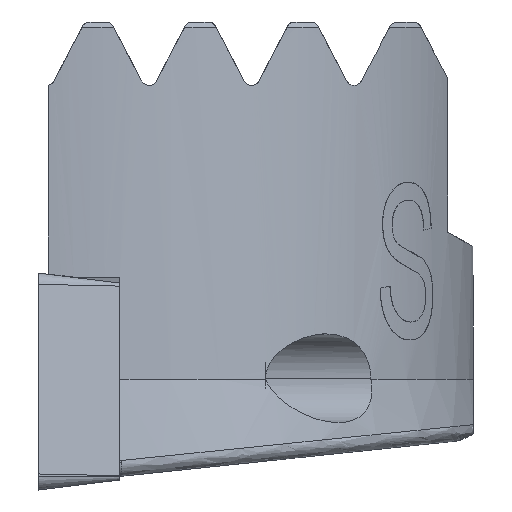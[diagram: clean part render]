
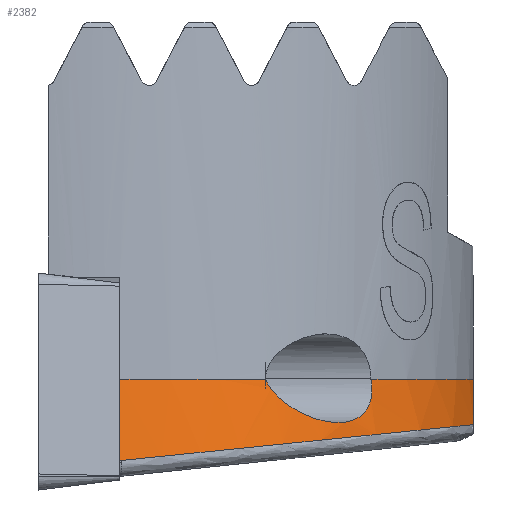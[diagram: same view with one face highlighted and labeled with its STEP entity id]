
A CAD part, left-side view. The second image highlights one B-rep face of the part: STEP entity #2382.
In plain terms, the highlighted conical face has half-angle 10 degrees and reference radius 25 mm.
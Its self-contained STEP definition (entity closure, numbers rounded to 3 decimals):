
#1466=EDGE_CURVE('NONE',#2878,#2842,#3768,.T.);
#1726=VERTEX_POINT('NONE',#4046);
#1746=VERTEX_POINT('NONE',#4068);
#1844=EDGE_CURVE('NONE',#2194,#3134,#4172,.T.);
#1846=VERTEX_POINT('NONE',#4174);
#1940=EDGE_CURVE('NONE',#1746,#2842,#4277,.T.);
#2194=VERTEX_POINT('NONE',#4556);
#2382=ADVANCED_FACE('NONE',(#4765),#4766,.T.);
#2594=EDGE_CURVE('NONE',#1746,#2194,#5001,.T.);
#2758=EDGE_CURVE('Kante182',#1726,#1846,#5185,.F.);
#2842=VERTEX_POINT('NONE',#5277);
#2878=VERTEX_POINT('NONE',#5315);
#2950=EDGE_CURVE('NONE',#1726,#3134,#5394,.F.);
#3134=VERTEX_POINT('NONE',#5597);
#3376=EDGE_CURVE('NONE',#2878,#1846,#5858,.F.);
#3768=CIRCLE('',#6846,25.0);
#4046=CARTESIAN_POINT('',(1.038,-4.852,1.73));
#4068=CARTESIAN_POINT('',(5.045,-13.293,6.482));
#4172=(B_SPLINE_CURVE(2,(#8095,#8096,#8097),.UNSPECIFIED.,.F.,.F.)B_SPLINE_CURVE_WITH_KNOTS((3,3),(1.311,6.138),.UNSPECIFIED.)RATIONAL_B_SPLINE_CURVE((1.,1.,1.))BOUNDED_CURVE()REPRESENTATION_ITEM('')GEOMETRIC_REPRESENTATION_ITEM()CURVE());
#4174=CARTESIAN_POINT('',(21.641,-25.46,3.829));
#4277=B_SPLINE_CURVE_WITH_KNOTS('',3,(#8286,#8287,#8288,#8289,#8290,#8291,#8292,#8293,#8294,#8295,#8296,#8297,#8298,#8299,#8300,#8301,#8302,#8303,#8304,#8305,#8306,#8307,#8308,#8309,#8310,#8311,#8312,#8313,#8314,#8315,#8316,#8317,#8318,#8319,#8320,#8321,#8322,#8323,#8324,#8325,#8326,#8327,#8328),.UNSPECIFIED.,.F.,.F.,(4,2,2,2,2,2,2,2,2,2,2,2,2,2,2,2,3,2,2,2,4),(-11.394,-10.911,-10.427,-9.792,-9.158,-7.889,-6.333,-5.556,-4.778,-4.108,-3.439,-2.77,-2.1,-1.575,-1.05,-0.525,0.0,0.487,0.974,1.462,1.949),.UNSPECIFIED.);
#4556=CARTESIAN_POINT('',(1.873,-4.76,6.482));
#4765=FACE_OUTER_BOUND('',#9499,.T.);
#4766=CONICAL_SURFACE('',#9500,25.0,0.175);
#5001=CIRCLE('',#9950,25.0);
#5185=B_SPLINE_CURVE_WITH_KNOTS('',3,(#10426,#10427,#10428,#10429,#10430,#10431,#10432,#10433,#10434,#10435,#10436,#10437,#10438,#10439,#10440,#10441),.UNSPECIFIED.,.F.,.F.,(4,3,3,3,3,4),(0.0,0.2,0.4,0.681,0.843,1.0),.UNSPECIFIED.);
#5277=CARTESIAN_POINT('',(10.244,-19.453,6.482));
#5315=CARTESIAN_POINT('',(26.5,-25.46,6.482));
#5394=CIRCLE('',#11850,25.838);
#5597=CARTESIAN_POINT('',(1.022,-4.76,1.73));
#5858=(B_SPLINE_CURVE(2,(#12857,#12858,#12859),.UNSPECIFIED.,.F.,.F.)B_SPLINE_CURVE_WITH_KNOTS((3,3),(1.242,7.094),.UNSPECIFIED.)RATIONAL_B_SPLINE_CURVE((1.004,1.014,1.014))BOUNDED_CURVE()REPRESENTATION_ITEM('')GEOMETRIC_REPRESENTATION_ITEM()CURVE());
#6846=AXIS2_PLACEMENT_3D('',#13325,#13326,#13327);
#8095=CARTESIAN_POINT('',(1.873,-4.76,6.482));
#8096=CARTESIAN_POINT('',(1.455,-4.76,4.146));
#8097=CARTESIAN_POINT('',(1.022,-4.76,1.73));
#8286=CARTESIAN_POINT('',(5.375,-13.386,7.813));
#8287=CARTESIAN_POINT('',(5.303,-13.311,7.684));
#8288=CARTESIAN_POINT('',(5.239,-13.253,7.543));
#8289=CARTESIAN_POINT('',(5.137,-13.183,7.247));
#8290=CARTESIAN_POINT('',(5.098,-13.171,7.092));
#8291=CARTESIAN_POINT('',(5.042,-13.204,6.724));
#8292=CARTESIAN_POINT('',(5.038,-13.265,6.528));
#8293=CARTESIAN_POINT('',(5.066,-13.44,6.156));
#8294=CARTESIAN_POINT('',(5.1,-13.556,5.98));
#8295=CARTESIAN_POINT('',(5.244,-13.953,5.487));
#8296=CARTESIAN_POINT('',(5.398,-14.285,5.205));
#8297=CARTESIAN_POINT('',(5.77,-14.993,4.709));
#8298=CARTESIAN_POINT('',(6.034,-15.435,4.473));
#8299=CARTESIAN_POINT('',(6.483,-16.099,4.21));
#8300=CARTESIAN_POINT('',(6.641,-16.32,4.138));
#8301=CARTESIAN_POINT('',(6.967,-16.75,4.027));
#8302=CARTESIAN_POINT('',(7.135,-16.96,3.988));
#8303=CARTESIAN_POINT('',(7.445,-17.327,3.947));
#8304=CARTESIAN_POINT('',(7.599,-17.502,3.938));
#8305=CARTESIAN_POINT('',(7.921,-17.849,3.953));
#8306=CARTESIAN_POINT('',(8.088,-18.02,3.975));
#8307=CARTESIAN_POINT('',(8.426,-18.347,4.057));
#8308=CARTESIAN_POINT('',(8.596,-18.503,4.117));
#8309=CARTESIAN_POINT('',(8.929,-18.788,4.275));
#8310=CARTESIAN_POINT('',(9.091,-18.918,4.374));
#8311=CARTESIAN_POINT('',(9.362,-19.119,4.585));
#8312=CARTESIAN_POINT('',(9.481,-19.201,4.695));
#8313=CARTESIAN_POINT('',(9.703,-19.341,4.947));
#8314=CARTESIAN_POINT('',(9.806,-19.399,5.088));
#8315=CARTESIAN_POINT('',(9.983,-19.482,5.394));
#8316=CARTESIAN_POINT('',(10.058,-19.508,5.559));
#8317=CARTESIAN_POINT('',(10.17,-19.525,5.899));
#8318=CARTESIAN_POINT('',(10.208,-19.517,6.075));
#8319=CARTESIAN_POINT('',(10.227,-19.493,6.247));
#8320=CARTESIAN_POINT('',(10.246,-19.472,6.407));
#8321=CARTESIAN_POINT('',(10.249,-19.437,6.57));
#8322=CARTESIAN_POINT('',(10.226,-19.342,6.893));
#8323=CARTESIAN_POINT('',(10.199,-19.282,7.052));
#8324=CARTESIAN_POINT('',(10.119,-19.141,7.355));
#8325=CARTESIAN_POINT('',(10.066,-19.061,7.5));
#8326=CARTESIAN_POINT('',(9.942,-18.888,7.768));
#8327=CARTESIAN_POINT('',(9.872,-18.795,7.891));
#8328=CARTESIAN_POINT('',(9.798,-18.7,8.));
#9499=EDGE_LOOP('',(#14369,#14370,#14371,#14372,#14373,#14374,#14375));
#9500=AXIS2_PLACEMENT_3D('',#14376,#14377,#14378);
#9950=AXIS2_PLACEMENT_3D('',#14654,#14655,#14656);
#10426=CARTESIAN_POINT('',(21.641,-25.46,3.829));
#10427=CARTESIAN_POINT('',(19.613,-25.073,3.79));
#10428=CARTESIAN_POINT('',(17.625,-24.44,3.725));
#10429=CARTESIAN_POINT('',(15.744,-23.582,3.638));
#10430=CARTESIAN_POINT('',(13.863,-22.724,3.551));
#10431=CARTESIAN_POINT('',(12.088,-21.641,3.44));
#10432=CARTESIAN_POINT('',(10.465,-20.364,3.31));
#10433=CARTESIAN_POINT('',(8.189,-18.572,3.128));
#10434=CARTESIAN_POINT('',(6.219,-16.397,2.906));
#10435=CARTESIAN_POINT('',(4.662,-13.961,2.658));
#10436=CARTESIAN_POINT('',(3.763,-12.555,2.515));
#10437=CARTESIAN_POINT('',(3.001,-11.062,2.363));
#10438=CARTESIAN_POINT('',(2.388,-9.509,2.205));
#10439=CARTESIAN_POINT('',(1.794,-8.003,2.051));
#10440=CARTESIAN_POINT('',(1.341,-6.439,1.892));
#10441=CARTESIAN_POINT('',(1.038,-4.852,1.73));
#11850=AXIS2_PLACEMENT_3D('',#15098,#15099,#15100);
#12857=CARTESIAN_POINT('',(21.641,-25.46,3.829));
#12858=CARTESIAN_POINT('',(24.093,-25.46,6.482));
#12859=CARTESIAN_POINT('',(26.5,-25.46,6.482));
#13325=CARTESIAN_POINT('',(26.5,-0.46,6.482));
#13326=DIRECTION('',(0.,0.,-1.0));
#13327=DIRECTION('',(-1.0,0.,0.));
#14369=ORIENTED_EDGE('',*,*,#3376,.F.);
#14370=ORIENTED_EDGE('',*,*,#1466,.T.);
#14371=ORIENTED_EDGE('',*,*,#1940,.F.);
#14372=ORIENTED_EDGE('',*,*,#2594,.T.);
#14373=ORIENTED_EDGE('',*,*,#1844,.T.);
#14374=ORIENTED_EDGE('',*,*,#2950,.F.);
#14375=ORIENTED_EDGE('',*,*,#2758,.T.);
#14376=CARTESIAN_POINT('',(26.5,-0.46,6.482));
#14377=DIRECTION('',(0.,0.,-1.0));
#14378=DIRECTION('',(-1.0,0.,0.));
#14654=CARTESIAN_POINT('',(26.5,-0.46,6.482));
#14655=DIRECTION('',(0.,0.,-1.0));
#14656=DIRECTION('',(-1.0,0.,0.));
#15098=CARTESIAN_POINT('',(26.5,-0.46,1.73));
#15099=DIRECTION('',(0.,0.,1.0));
#15100=DIRECTION('',(-1.0,0.,0.));
